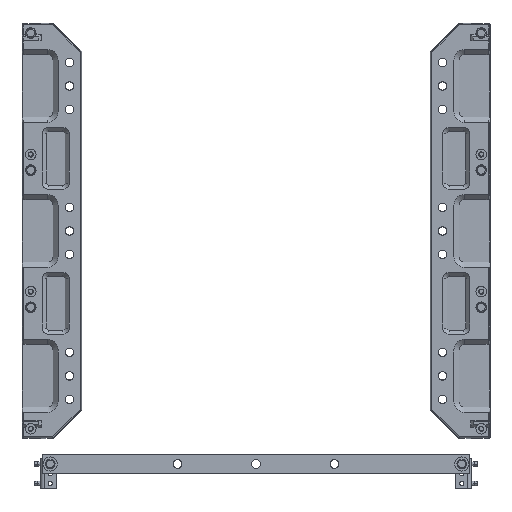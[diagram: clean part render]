
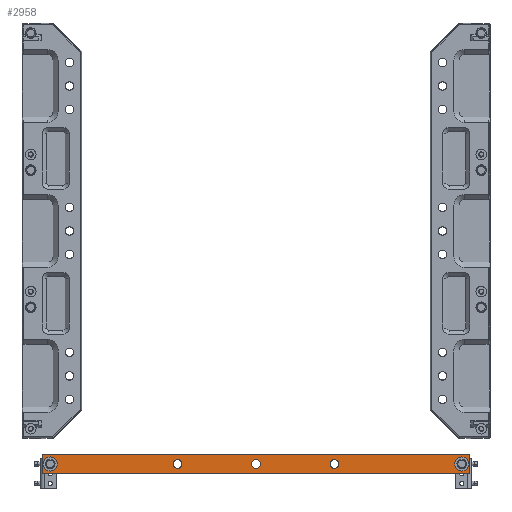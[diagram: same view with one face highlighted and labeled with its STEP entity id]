
A CAD part, top view. The second image highlights one B-rep face of the part: STEP entity #2958.
In plain terms, the highlighted planar face has unit normal (0, 0, 1).
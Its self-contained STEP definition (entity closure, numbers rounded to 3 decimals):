
#2958=ADVANCED_FACE('',(#5601,#5602,#5603,#5604),#5605,.T.);
#5601=FACE_BOUND('',#8082,.T.);
#5602=FACE_BOUND('',#8083,.T.);
#5603=FACE_BOUND('',#8084,.T.);
#5604=FACE_OUTER_BOUND('',#8085,.T.);
#5605=PLANE('',#8086);
#8082=EDGE_LOOP('',(#14939,#14940));
#8083=EDGE_LOOP('',(#14941,#14942));
#8084=EDGE_LOOP('',(#14943,#14944));
#8085=EDGE_LOOP('',(#14945,#14946,#14947,#14948));
#8086=AXIS2_PLACEMENT_3D('',#14949,#14950,#14951);
#14939=ORIENTED_EDGE('',*,*,#17677,.T.);
#14940=ORIENTED_EDGE('',*,*,#17672,.T.);
#14941=ORIENTED_EDGE('',*,*,#17680,.T.);
#14942=ORIENTED_EDGE('',*,*,#17667,.T.);
#14943=ORIENTED_EDGE('',*,*,#17683,.T.);
#14944=ORIENTED_EDGE('',*,*,#17662,.T.);
#14945=ORIENTED_EDGE('',*,*,#17685,.T.);
#14946=ORIENTED_EDGE('',*,*,#17686,.T.);
#14947=ORIENTED_EDGE('',*,*,#17687,.T.);
#14948=ORIENTED_EDGE('',*,*,#17688,.T.);
#14949=CARTESIAN_POINT('',(298.65,31.5,50.0));
#14950=DIRECTION('',(0.0,0.0,1.0));
#14951=DIRECTION('',(1.0,0.0,0.0));
#17662=EDGE_CURVE('',#21575,#21572,#21576,.T.);
#17667=EDGE_CURVE('',#21584,#21581,#21585,.T.);
#17672=EDGE_CURVE('',#21593,#21590,#21594,.T.);
#17677=EDGE_CURVE('',#21590,#21593,#21600,.T.);
#17680=EDGE_CURVE('',#21581,#21584,#21603,.T.);
#17683=EDGE_CURVE('',#21572,#21575,#21606,.T.);
#17685=EDGE_CURVE('',#21608,#21609,#21610,.T.);
#17686=EDGE_CURVE('',#21609,#21611,#21612,.T.);
#17687=EDGE_CURVE('',#21611,#21613,#21614,.T.);
#17688=EDGE_CURVE('',#21613,#21608,#21615,.T.);
#21572=VERTEX_POINT('',#26525);
#21575=VERTEX_POINT('',#26529);
#21576=CIRCLE('',#26530,5.5);
#21581=VERTEX_POINT('',#26536);
#21584=VERTEX_POINT('',#26540);
#21585=CIRCLE('',#26541,5.5);
#21590=VERTEX_POINT('',#26547);
#21593=VERTEX_POINT('',#26551);
#21594=CIRCLE('',#26552,5.5);
#21600=CIRCLE('',#26559,5.5);
#21603=CIRCLE('',#26562,5.5);
#21606=CIRCLE('',#26565,5.5);
#21608=VERTEX_POINT('',#26567);
#21609=VERTEX_POINT('',#26568);
#21610=LINE('',#26569,#26570);
#21611=VERTEX_POINT('',#26571);
#21612=LINE('',#26572,#26573);
#21613=VERTEX_POINT('',#26574);
#21614=LINE('',#26575,#26576);
#21615=LINE('',#26577,#26578);
#26525=CARTESIAN_POINT('',(204.15,31.5,50.0));
#26529=CARTESIAN_POINT('',(193.15,31.5,50.0));
#26530=AXIS2_PLACEMENT_3D('',#30232,#30233,#30234);
#26536=CARTESIAN_POINT('',(304.15,31.5,50.0));
#26540=CARTESIAN_POINT('',(293.15,31.5,50.0));
#26541=AXIS2_PLACEMENT_3D('',#30240,#30241,#30242);
#26547=CARTESIAN_POINT('',(404.15,31.5,50.0));
#26551=CARTESIAN_POINT('',(393.15,31.5,50.0));
#26552=AXIS2_PLACEMENT_3D('',#30248,#30249,#30250);
#26559=AXIS2_PLACEMENT_3D('',#30258,#30259,#30260);
#26562=AXIS2_PLACEMENT_3D('',#30264,#30265,#30266);
#26565=AXIS2_PLACEMENT_3D('',#30270,#30271,#30272);
#26567=CARTESIAN_POINT('',(571.15,19.0,50.0));
#26568=CARTESIAN_POINT('',(571.15,44.0,50.0));
#26569=CARTESIAN_POINT('',(571.15,31.5,50.0));
#26570=VECTOR('',#30273,1.0);
#26571=CARTESIAN_POINT('',(26.15,44.0,50.0));
#26572=CARTESIAN_POINT('',(298.65,44.0,50.0));
#26573=VECTOR('',#30274,1.0);
#26574=CARTESIAN_POINT('',(26.15,19.0,50.0));
#26575=CARTESIAN_POINT('',(26.15,31.5,50.0));
#26576=VECTOR('',#30275,1.0);
#26577=CARTESIAN_POINT('',(298.65,19.0,50.0));
#26578=VECTOR('',#30276,1.0);
#30232=CARTESIAN_POINT('',(198.65,31.5,50.0));
#30233=DIRECTION('',(0.0,0.0,-1.0));
#30234=DIRECTION('',(1.0,0.0,0.0));
#30240=CARTESIAN_POINT('',(298.65,31.5,50.0));
#30241=DIRECTION('',(0.0,0.0,-1.0));
#30242=DIRECTION('',(1.0,0.0,0.0));
#30248=CARTESIAN_POINT('',(398.65,31.5,50.0));
#30249=DIRECTION('',(0.0,0.0,-1.0));
#30250=DIRECTION('',(1.0,0.0,0.0));
#30258=CARTESIAN_POINT('',(398.65,31.5,50.0));
#30259=DIRECTION('',(0.0,0.0,-1.0));
#30260=DIRECTION('',(1.0,0.0,0.0));
#30264=CARTESIAN_POINT('',(298.65,31.5,50.0));
#30265=DIRECTION('',(0.0,0.0,-1.0));
#30266=DIRECTION('',(1.0,0.0,0.0));
#30270=CARTESIAN_POINT('',(198.65,31.5,50.0));
#30271=DIRECTION('',(0.0,0.0,-1.0));
#30272=DIRECTION('',(1.0,0.0,0.0));
#30273=DIRECTION('',(0.0,1.0,0.0));
#30274=DIRECTION('',(-1.0,0.0,0.0));
#30275=DIRECTION('',(0.0,-1.0,0.0));
#30276=DIRECTION('',(1.0,0.0,0.0));
